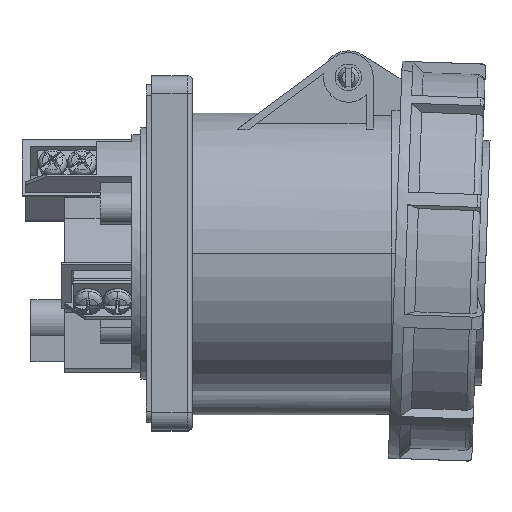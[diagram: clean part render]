
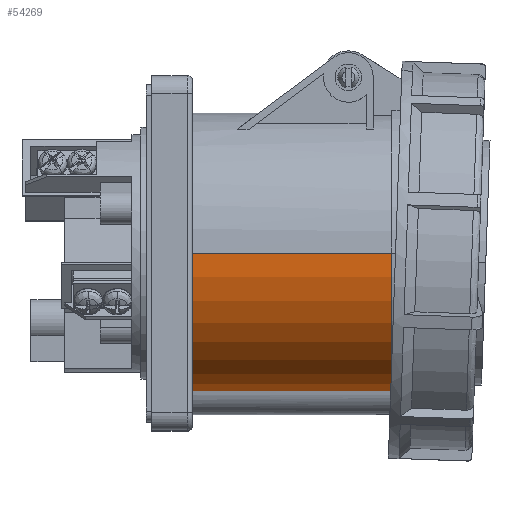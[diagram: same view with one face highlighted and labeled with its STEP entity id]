
A CAD part, top view. The second image highlights one B-rep face of the part: STEP entity #54269.
In plain terms, the highlighted cylindrical face has radius 39.5 mm (diameter 79 mm), a partial arc.
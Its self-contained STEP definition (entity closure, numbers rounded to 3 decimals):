
#728 = CARTESIAN_POINT ( 'NONE',  ( 58.2, -38.781, 7.5 ) ) ;
#1442 = DIRECTION ( 'NONE',  ( 0., 0., 1. ) ) ;
#3906 = VERTEX_POINT ( 'NONE', #43336 ) ;
#5775 = DIRECTION ( 'NONE',  ( -1., 0., 0. ) ) ;
#11954 = AXIS2_PLACEMENT_3D ( 'NONE', #55256, #5775, #29904 ) ;
#17885 = CIRCLE ( 'NONE', #54259, 39.5 ) ;
#18146 = LINE ( 'NONE', #33738, #29594 ) ;
#18459 = DIRECTION ( 'NONE',  ( 1., 0., 0. ) ) ;
#18493 = EDGE_CURVE ( 'NONE', #31830, #32532, #32789, .T. ) ;
#21542 = ORIENTED_EDGE ( 'NONE', *, *, #35304, .F. ) ;
#22140 = DIRECTION ( 'NONE',  ( 1., 0., 0. ) ) ;
#29594 = VECTOR ( 'NONE', #18459, 1000. ) ;
#29904 = DIRECTION ( 'NONE',  ( 0., 0., 1. ) ) ;
#30210 = AXIS2_PLACEMENT_3D ( 'NONE', #47841, #56968, #62128 ) ;
#31830 = VERTEX_POINT ( 'NONE', #728 ) ;
#32532 = VERTEX_POINT ( 'NONE', #35932 ) ;
#32789 = CIRCLE ( 'NONE', #11954, 39.5 ) ;
#33738 = CARTESIAN_POINT ( 'NONE',  ( -13.5, 0., 39.5 ) ) ;
#35304 = EDGE_CURVE ( 'NONE', #3906, #32532, #18146, .T. ) ;
#35932 = CARTESIAN_POINT ( 'NONE',  ( 58.2, 0., 39.5 ) ) ;
#36501 = EDGE_CURVE ( 'NONE', #39119, #31830, #42251, .T. ) ;
#37766 = CYLINDRICAL_SURFACE ( 'NONE', #30210, 39.5 ) ;
#39119 = VERTEX_POINT ( 'NONE', #58249 ) ;
#41636 = CARTESIAN_POINT ( 'NONE',  ( -13.5, -38.781, 7.5 ) ) ;
#42117 = EDGE_CURVE ( 'NONE', #3906, #39119, #17885, .T. ) ;
#42251 = LINE ( 'NONE', #41636, #51611 ) ;
#42699 = ORIENTED_EDGE ( 'NONE', *, *, #18493, .T. ) ;
#43336 = CARTESIAN_POINT ( 'NONE',  ( 2., 0., 39.5 ) ) ;
#46021 = DIRECTION ( 'NONE',  ( 1., 0., 0. ) ) ;
#46236 = ORIENTED_EDGE ( 'NONE', *, *, #36501, .T. ) ;
#47841 = CARTESIAN_POINT ( 'NONE',  ( -13.5, 0., 0. ) ) ;
#48492 = ORIENTED_EDGE ( 'NONE', *, *, #42117, .T. ) ;
#50908 = CARTESIAN_POINT ( 'NONE',  ( 2., 0., 0. ) ) ;
#51611 = VECTOR ( 'NONE', #22140, 1000. ) ;
#54259 = AXIS2_PLACEMENT_3D ( 'NONE', #50908, #46021, #1442 ) ;
#54269 = ADVANCED_FACE ( 'NONE', ( #62443 ), #37766, .T. ) ;
#54498 = EDGE_LOOP ( 'NONE', ( #21542, #48492, #46236, #42699 ) ) ;
#55256 = CARTESIAN_POINT ( 'NONE',  ( 58.2, 0., 0. ) ) ;
#56968 = DIRECTION ( 'NONE',  ( 1., 0., 0. ) ) ;
#58249 = CARTESIAN_POINT ( 'NONE',  ( 2., -38.781, 7.5 ) ) ;
#62128 = DIRECTION ( 'NONE',  ( 0., 0., 1. ) ) ;
#62443 = FACE_OUTER_BOUND ( 'NONE', #54498, .T. ) ;
